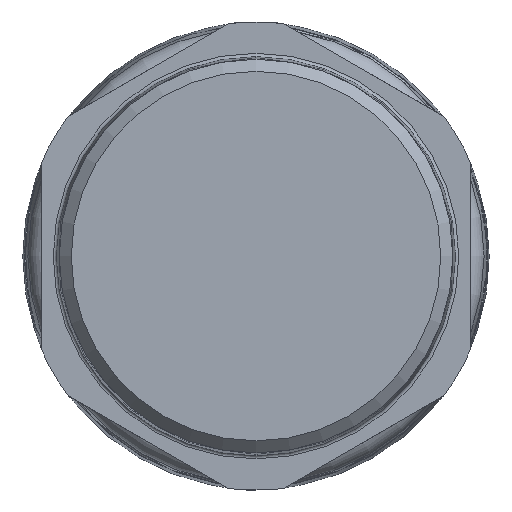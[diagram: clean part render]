
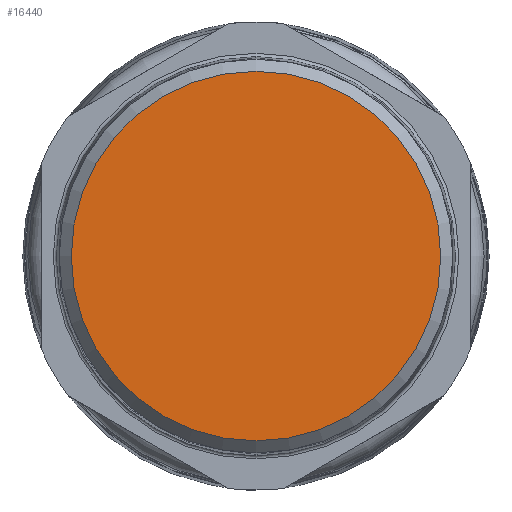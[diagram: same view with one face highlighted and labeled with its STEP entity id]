
A CAD part, left-side view. The second image highlights one B-rep face of the part: STEP entity #16440.
In plain terms, the highlighted planar face has unit normal (-1, 0, 0).
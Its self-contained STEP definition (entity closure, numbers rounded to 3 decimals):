
#1415=CIRCLE('',#17967,27.943);
#1416=CIRCLE('',#17968,27.943);
#2425=FACE_OUTER_BOUND('',#3326,.T.);
#3326=EDGE_LOOP('',(#14301,#14302));
#7129=VERTEX_POINT('',#34546);
#7130=VERTEX_POINT('',#34547);
#9531=EDGE_CURVE('',#7129,#7130,#1415,.T.);
#9532=EDGE_CURVE('',#7130,#7129,#1416,.T.);
#14301=ORIENTED_EDGE('',*,*,#9531,.T.);
#14302=ORIENTED_EDGE('',*,*,#9532,.T.);
#14757=PLANE('',#17966);
#16440=ADVANCED_FACE('',(#2425),#14757,.T.);
#17966=AXIS2_PLACEMENT_3D('',#34545,#21691,#21692);
#17967=AXIS2_PLACEMENT_3D('',#34548,#21693,#21694);
#17968=AXIS2_PLACEMENT_3D('',#34549,#21695,#21696);
#21691=DIRECTION('center_axis',(-1.,0.,0.));
#21692=DIRECTION('ref_axis',(0.,0.,
-1.));
#21693=DIRECTION('center_axis',(-1.,0.,0.));
#21694=DIRECTION('ref_axis',(0.,0.,
1.));
#21695=DIRECTION('center_axis',(-1.,0.,0.));
#21696=DIRECTION('ref_axis',(0.,0.,
1.));
#34545=CARTESIAN_POINT('Origin',(-60.968,0.,
29.704));
#34546=CARTESIAN_POINT('',(-60.968,0.,27.943));
#34547=CARTESIAN_POINT('',(-60.968,0.,-27.943));
#34548=CARTESIAN_POINT('Origin',(-60.968,0.,
0.));
#34549=CARTESIAN_POINT('Origin',(-60.968,0.,
0.));
